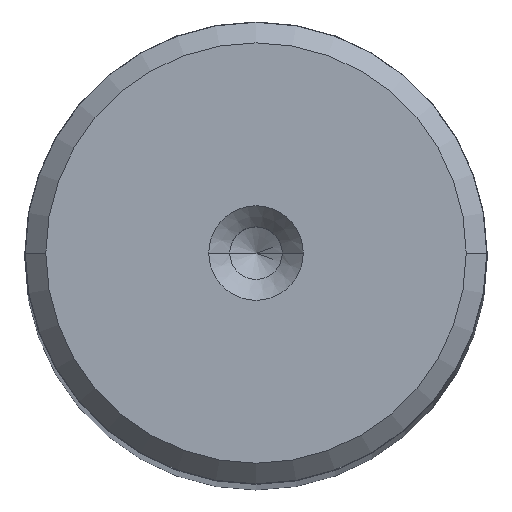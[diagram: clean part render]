
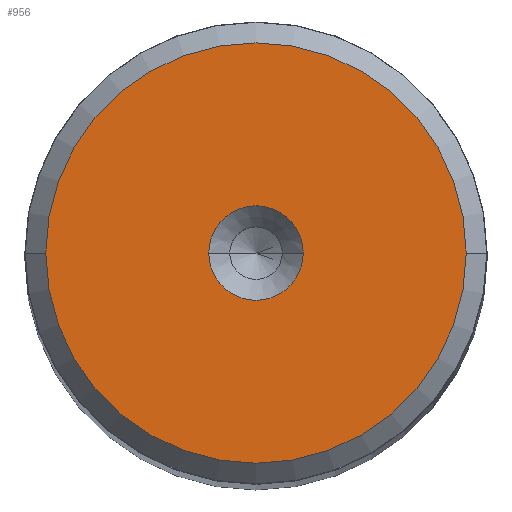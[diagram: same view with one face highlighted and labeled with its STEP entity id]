
A CAD part, top view. The second image highlights one B-rep face of the part: STEP entity #956.
In plain terms, the highlighted planar face has unit normal (0, 0, 1).
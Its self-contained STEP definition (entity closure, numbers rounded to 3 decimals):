
#6 = EDGE_LOOP ( 'NONE', ( #999, #1345 ) ) ;
#53 = CARTESIAN_POINT ( 'NONE',  ( 0., 0., 160. ) ) ;
#168 = CARTESIAN_POINT ( 'NONE',  ( 0., 0., 160. ) ) ;
#217 = CARTESIAN_POINT ( 'NONE',  ( 0., 0., 160. ) ) ;
#373 = DIRECTION ( 'NONE',  ( 0., 0., 1. ) ) ;
#393 = FACE_OUTER_BOUND ( 'NONE', #2148, .T. ) ;
#400 = CARTESIAN_POINT ( 'NONE',  ( -2.25, 0., 160. ) ) ;
#471 = VERTEX_POINT ( 'NONE', #1444 ) ;
#505 = CIRCLE ( 'NONE', #1523, 2.25 ) ;
#507 = ORIENTED_EDGE ( 'NONE', *, *, #2039, .T. ) ;
#705 = CARTESIAN_POINT ( 'NONE',  ( 0., 0., 160. ) ) ;
#738 = CIRCLE ( 'NONE', #1359, 10.009 ) ;
#794 = DIRECTION ( 'NONE',  ( 1., 0., 0. ) ) ;
#835 = DIRECTION ( 'NONE',  ( 1., 0., 0. ) ) ;
#880 = FACE_BOUND ( 'NONE', #6, .T. ) ;
#929 = CARTESIAN_POINT ( 'NONE',  ( 10.009, 0., 160. ) ) ;
#956 = ADVANCED_FACE ( 'NONE', ( #880, #393 ), #1792, .T. ) ;
#999 = ORIENTED_EDGE ( 'NONE', *, *, #1442, .F. ) ;
#1006 = DIRECTION ( 'NONE',  ( 0., 0., 1. ) ) ;
#1091 = EDGE_CURVE ( 'NONE', #1724, #1204, #505, .T. ) ;
#1105 = DIRECTION ( 'NONE',  ( 1., 0., 0. ) ) ;
#1204 = VERTEX_POINT ( 'NONE', #1868 ) ;
#1345 = ORIENTED_EDGE ( 'NONE', *, *, #1091, .F. ) ;
#1359 = AXIS2_PLACEMENT_3D ( 'NONE', #1908, #1006, #835 ) ;
#1360 = CIRCLE ( 'NONE', #2277, 10.009 ) ;
#1425 = DIRECTION ( 'NONE',  ( 0., 0., 1. ) ) ;
#1432 = AXIS2_PLACEMENT_3D ( 'NONE', #168, #1425, #1105 ) ;
#1442 = EDGE_CURVE ( 'NONE', #1204, #1724, #1756, .T. ) ;
#1444 = CARTESIAN_POINT ( 'NONE',  ( -10.009, 0., 160. ) ) ;
#1458 = DIRECTION ( 'NONE',  ( 1., 0., 0. ) ) ;
#1523 = AXIS2_PLACEMENT_3D ( 'NONE', #217, #2032, #2202 ) ;
#1651 = AXIS2_PLACEMENT_3D ( 'NONE', #705, #373, #1458 ) ;
#1677 = VERTEX_POINT ( 'NONE', #929 ) ;
#1724 = VERTEX_POINT ( 'NONE', #400 ) ;
#1733 = EDGE_CURVE ( 'NONE', #1677, #471, #1360, .T. ) ;
#1756 = CIRCLE ( 'NONE', #1432, 2.25 ) ;
#1792 = PLANE ( 'NONE',  #1651 ) ;
#1868 = CARTESIAN_POINT ( 'NONE',  ( 2.25, 0., 160. ) ) ;
#1908 = CARTESIAN_POINT ( 'NONE',  ( 0., 0., 160. ) ) ;
#2032 = DIRECTION ( 'NONE',  ( 0., 0., 1. ) ) ;
#2039 = EDGE_CURVE ( 'NONE', #471, #1677, #738, .T. ) ;
#2148 = EDGE_LOOP ( 'NONE', ( #507, #2264 ) ) ;
#2202 = DIRECTION ( 'NONE',  ( 1., 0., 0. ) ) ;
#2233 = DIRECTION ( 'NONE',  ( 0., 0., 1. ) ) ;
#2264 = ORIENTED_EDGE ( 'NONE', *, *, #1733, .T. ) ;
#2277 = AXIS2_PLACEMENT_3D ( 'NONE', #53, #2233, #794 ) ;
